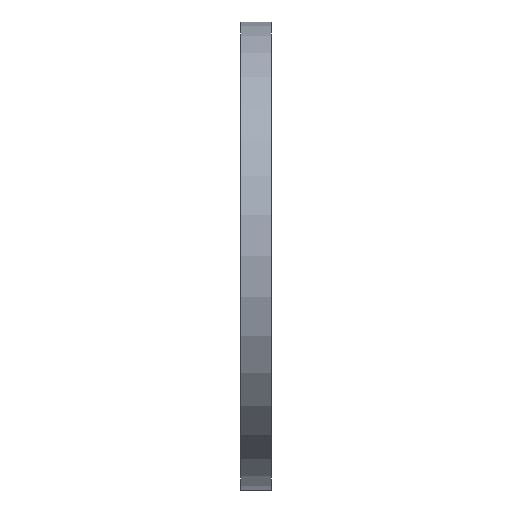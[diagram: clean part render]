
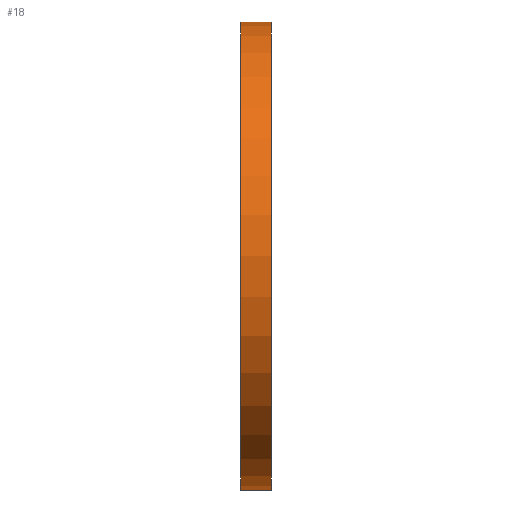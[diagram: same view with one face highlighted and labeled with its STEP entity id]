
A CAD part, front view. The second image highlights one B-rep face of the part: STEP entity #18.
In plain terms, the highlighted cylindrical face has radius 12.5 mm (diameter 25 mm), a partial arc.
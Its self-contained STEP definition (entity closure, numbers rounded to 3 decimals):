
#18 = ADVANCED_FACE ( 'NONE', ( #409 ), #429, .T. ) ;
#23 = DIRECTION ( 'NONE',  ( -1., 0., 0. ) ) ;
#29 = CARTESIAN_POINT ( 'NONE',  ( 1.651, 0., -12.5 ) ) ;
#37 = DIRECTION ( 'NONE',  ( 0., 0., -1. ) ) ;
#66 = EDGE_CURVE ( 'NONE', #146, #133, #225, .T. ) ;
#73 = EDGE_LOOP ( 'NONE', ( #375, #288, #250, #535 ) ) ;
#77 = DIRECTION ( 'NONE',  ( 1., 0., 0. ) ) ;
#98 = CARTESIAN_POINT ( 'NONE',  ( 1.651, 0., 0. ) ) ;
#133 = VERTEX_POINT ( 'NONE', #448 ) ;
#146 = VERTEX_POINT ( 'NONE', #547 ) ;
#193 = CARTESIAN_POINT ( 'NONE',  ( 1.651, 0., 0. ) ) ;
#194 = VERTEX_POINT ( 'NONE', #432 ) ;
#200 = DIRECTION ( 'NONE',  ( 0., 0., 1. ) ) ;
#225 = CIRCLE ( 'NONE', #592, 12.5 ) ;
#228 = DIRECTION ( 'NONE',  ( -1., 0., 0. ) ) ;
#250 = ORIENTED_EDGE ( 'NONE', *, *, #66, .F. ) ;
#288 = ORIENTED_EDGE ( 'NONE', *, *, #667, .F. ) ;
#312 = DIRECTION ( 'NONE',  ( 0., 0., -1. ) ) ;
#338 = CARTESIAN_POINT ( 'NONE',  ( 0., 0., 12.5 ) ) ;
#375 = ORIENTED_EDGE ( 'NONE', *, *, #689, .T. ) ;
#384 = CIRCLE ( 'NONE', #560, 12.5 ) ;
#409 = FACE_OUTER_BOUND ( 'NONE', #73, .T. ) ;
#429 = CYLINDRICAL_SURFACE ( 'NONE', #627, 12.5 ) ;
#432 = CARTESIAN_POINT ( 'NONE',  ( 0., 0., -12.5 ) ) ;
#448 = CARTESIAN_POINT ( 'NONE',  ( 1.651, 0., -12.5 ) ) ;
#461 = CARTESIAN_POINT ( 'NONE',  ( 0., 0., 0. ) ) ;
#493 = LINE ( 'NONE', #29, #513 ) ;
#498 = VERTEX_POINT ( 'NONE', #338 ) ;
#513 = VECTOR ( 'NONE', #23, 1000. ) ;
#530 = CARTESIAN_POINT ( 'NONE',  ( 1.651, 0., 12.5 ) ) ;
#531 = DIRECTION ( 'NONE',  ( 1., 0., 0. ) ) ;
#532 = LINE ( 'NONE', #530, #602 ) ;
#535 = ORIENTED_EDGE ( 'NONE', *, *, #674, .T. ) ;
#542 = DIRECTION ( 'NONE',  ( -1., 0., 0. ) ) ;
#547 = CARTESIAN_POINT ( 'NONE',  ( 1.651, 0., 12.5 ) ) ;
#560 = AXIS2_PLACEMENT_3D ( 'NONE', #461, #531, #312 ) ;
#592 = AXIS2_PLACEMENT_3D ( 'NONE', #98, #77, #37 ) ;
#602 = VECTOR ( 'NONE', #542, 1000. ) ;
#627 = AXIS2_PLACEMENT_3D ( 'NONE', #193, #228, #200 ) ;
#667 = EDGE_CURVE ( 'NONE', #133, #194, #493, .T. ) ;
#674 = EDGE_CURVE ( 'NONE', #146, #498, #532, .T. ) ;
#689 = EDGE_CURVE ( 'NONE', #498, #194, #384, .T. ) ;
